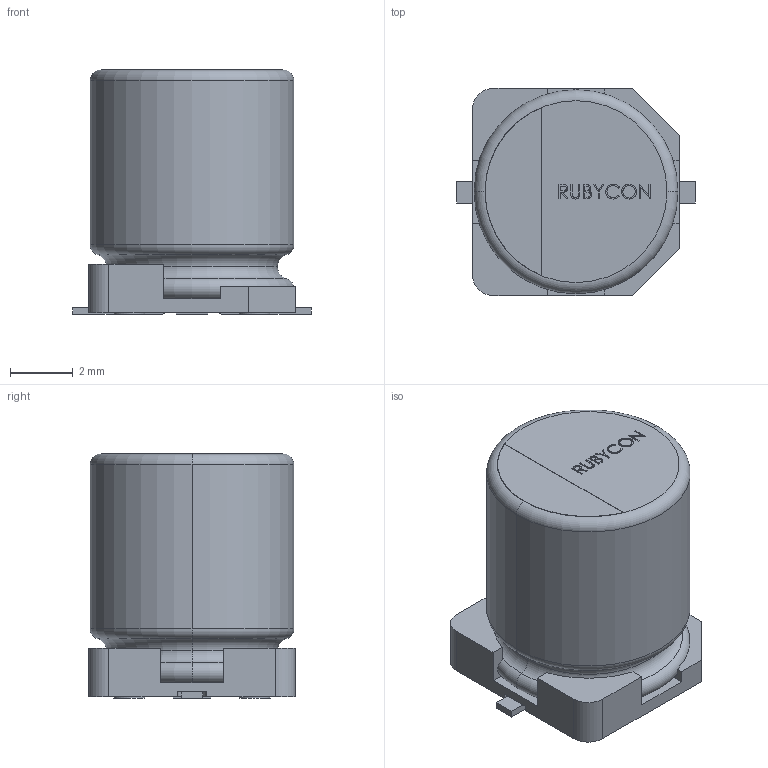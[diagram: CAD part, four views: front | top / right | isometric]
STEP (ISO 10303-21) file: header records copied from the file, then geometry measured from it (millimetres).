
FILE_DESCRIPTION (( 'STEP AP203' ), '1' );
FILE_NAME ('AL_SMD_6.3X8.STEP', '2021-08-30T09:34:07', ( '' ), ( '' ), 'SwSTEP 2.0', 'SolidWorks 2017', '' );
FILE_SCHEMA (( 'CONFIG_CONTROL_DESIGN' ));
Length unit declared in the file: millimetre
Products named in the file (25): SMD_MARK_D6.3_01; SMD_RUBBER_D6.3_F_01; SMD_TAB+_d0.85_02; SMD_PAPER_D6.3_U_02; SMD_ELEMENT_D6.3_02; SMD_CASE_D6.3_L_02; SMD_PAPER_D6.3_L_02; SMD_LEAD+_d0.45_N_03; SMD_BASE BOARD_D6.3_N_01; SMD_TAB-_d0.85_02; SMD_AIR_D6.3_L_02; AL_SMD_6.3X8; SMD_LEAD-_d0.45_N_03
Assembly tree (12 placements, depth 2):
  SMD_MARK_D6.3_01
  SMD_RUBBER_D6.3_F_01
  SMD_TAB+_d0.85_02
  SMD_PAPER_D6.3_U_02
  SMD_PAPER_D6.3_L_02
Bounding box: 7.6 x 6.6 x 7.81 mm (x, y, z)
Volume: 253.6 mm3; surface area: 1113.6 mm2
Topology: 21 solids, 21 shells, 338 faces, 832 edges, 542 vertices
Faces by surface type: plane 188, cylinder 64, bspline 48, torus 34, cone 4
Entity records: 14883 total; most frequent: CARTESIAN_POINT 4760, ORIENTED_EDGE 1664, DIRECTION 1526, EDGE_CURVE 832, VERTEX_POINT 542, LINE 522, VECTOR 522, AXIS2_PLACEMENT_3D 502
